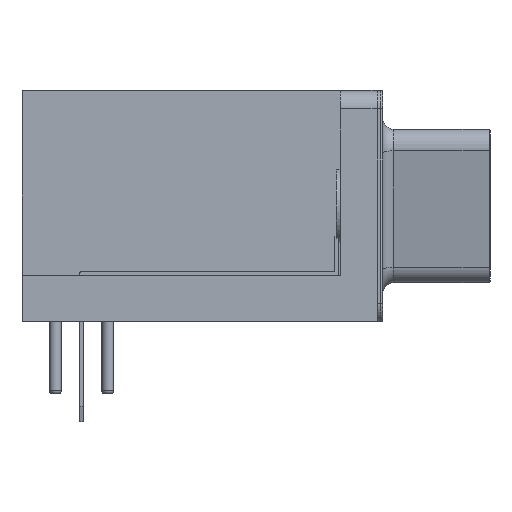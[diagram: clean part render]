
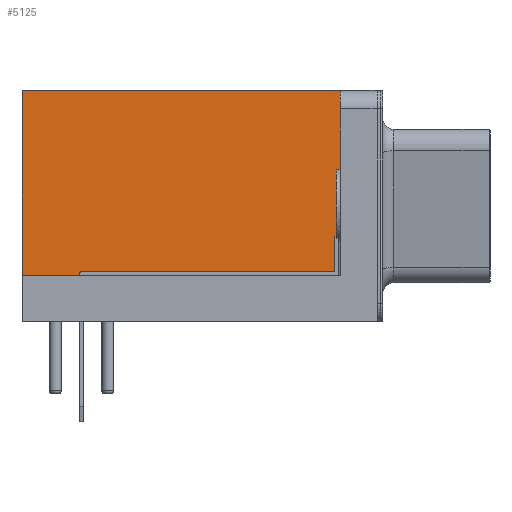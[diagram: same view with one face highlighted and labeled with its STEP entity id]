
A CAD part, left-side view. The second image highlights one B-rep face of the part: STEP entity #5125.
In plain terms, the highlighted planar face has unit normal (-1, 0, 0).
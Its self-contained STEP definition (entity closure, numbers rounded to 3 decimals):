
#2673 = VERTEX_POINT('',#2674);
#2674 = CARTESIAN_POINT('',(-4.27,1.8,12.5));
#2680 = EDGE_CURVE('',#2681,#2673,#2683,.T.);
#2681 = VERTEX_POINT('',#2682);
#2682 = CARTESIAN_POINT('',(-4.27,-15.4,12.5));
#2683 = LINE('',#2684,#2685);
#2684 = CARTESIAN_POINT('',(-4.27,-16.4,12.5));
#2685 = VECTOR('',#2686,1.);
#2686 = DIRECTION('',(0.,1.,0.));
#3768 = EDGE_CURVE('',#3769,#2673,#3771,.T.);
#3769 = VERTEX_POINT('',#3770);
#3770 = CARTESIAN_POINT('',(-4.27,1.8,2.5));
#3771 = LINE('',#3772,#3773);
#3772 = CARTESIAN_POINT('',(-4.27,1.8,4.375));
#3773 = VECTOR('',#3774,1.);
#3774 = DIRECTION('',(0.,0.,1.));
#5037 = VERTEX_POINT('',#5038);
#5038 = CARTESIAN_POINT('',(-4.27,-15.4,2.5));
#5044 = EDGE_CURVE('',#5037,#2681,#5045,.T.);
#5045 = LINE('',#5046,#5047);
#5046 = CARTESIAN_POINT('',(-4.27,-15.4,2.5));
#5047 = VECTOR('',#5048,1.);
#5048 = DIRECTION('',(0.,0.,1.));
#5074 = EDGE_CURVE('',#5037,#3769,#5075,.T.);
#5075 = LINE('',#5076,#5077);
#5076 = CARTESIAN_POINT('',(-4.27,-15.4,2.5));
#5077 = VECTOR('',#5078,1.);
#5078 = DIRECTION('',(0.,1.,0.));
#5125 = ADVANCED_FACE('',(#5126),#5132,.F.);
#5126 = FACE_BOUND('',#5127,.F.);
#5127 = EDGE_LOOP('',(#5128,#5129,#5130,#5131));
#5128 = ORIENTED_EDGE('',*,*,#5044,.F.);
#5129 = ORIENTED_EDGE('',*,*,#5074,.T.);
#5130 = ORIENTED_EDGE('',*,*,#3768,.T.);
#5131 = ORIENTED_EDGE('',*,*,#2680,.F.);
#5132 = PLANE('',#5133);
#5133 = AXIS2_PLACEMENT_3D('',#5134,#5135,#5136);
#5134 = CARTESIAN_POINT('',(-4.27,-15.4,2.5));
#5135 = DIRECTION('',(1.,0.,0.));
#5136 = DIRECTION('',(0.,0.,1.));
